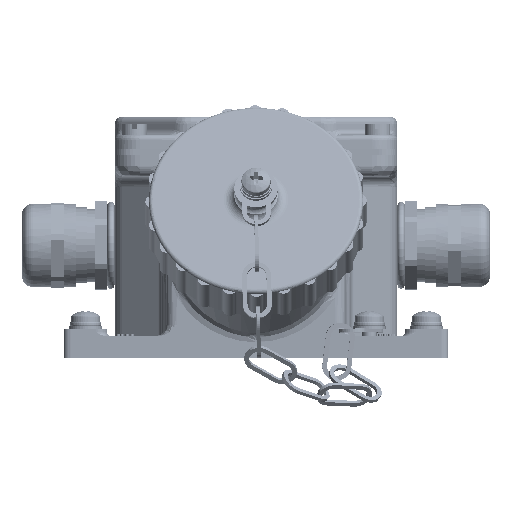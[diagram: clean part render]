
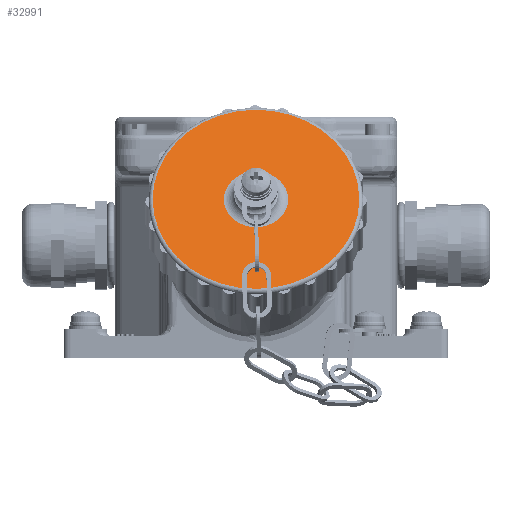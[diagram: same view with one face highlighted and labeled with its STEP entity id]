
A CAD part, front view. The second image highlights one B-rep face of the part: STEP entity #32991.
In plain terms, the highlighted face is planar.
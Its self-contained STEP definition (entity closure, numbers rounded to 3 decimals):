
#4494 = ORIENTED_EDGE ( 'NONE', *, *, #54636, .T. ) ;
#7231 = DIRECTION ( 'NONE',  ( 0., 0., 1. ) ) ;
#7336 = EDGE_CURVE ( 'NONE', #103709, #45167, #19048, .T. ) ;
#18157 = DIRECTION ( 'NONE',  ( -1., 0., 0. ) ) ;
#18576 = AXIS2_PLACEMENT_3D ( 'NONE', #44558, #116090, #54847 ) ;
#19048 = CIRCLE ( 'NONE', #18576, 8.857 ) ;
#28531 = DIRECTION ( 'NONE',  ( 1., 0., 0. ) ) ;
#32991 = ADVANCED_FACE ( 'NONE', ( #85855, #34677 ), #79378, .F. ) ;
#33763 = AXIS2_PLACEMENT_3D ( 'NONE', #98309, #37048, #108520 ) ;
#34677 = FACE_OUTER_BOUND ( 'NONE', #117275, .T. ) ;
#37048 = DIRECTION ( 'NONE',  ( -1., 0., 0. ) ) ;
#38360 = CIRCLE ( 'NONE', #117361, 28.5 ) ;
#41732 = CARTESIAN_POINT ( 'NONE',  ( 13., 0., -8.857 ) ) ;
#44558 = CARTESIAN_POINT ( 'NONE',  ( 13., 0., 0. ) ) ;
#45167 = VERTEX_POINT ( 'NONE', #41732 ) ;
#54636 = EDGE_CURVE ( 'NONE', #110973, #65845, #96006, .T. ) ;
#54847 = DIRECTION ( 'NONE',  ( 0., 0., 1. ) ) ;
#55676 = CARTESIAN_POINT ( 'NONE',  ( 13., 0., -28.5 ) ) ;
#65845 = VERTEX_POINT ( 'NONE', #132329 ) ;
#67806 = EDGE_CURVE ( 'NONE', #45167, #103709, #131743, .T. ) ;
#68438 = DIRECTION ( 'NONE',  ( 1., 0., 0. ) ) ;
#69126 = CARTESIAN_POINT ( 'NONE',  ( 13., 29.5, 0. ) ) ;
#71900 = ORIENTED_EDGE ( 'NONE', *, *, #67806, .T. ) ;
#79378 = PLANE ( 'NONE',  #101994 ) ;
#85855 = FACE_BOUND ( 'NONE', #100067, .T. ) ;
#89693 = DIRECTION ( 'NONE',  ( 0., 0., 1. ) ) ;
#89807 = CARTESIAN_POINT ( 'NONE',  ( 13., 0., 0. ) ) ;
#96006 = CIRCLE ( 'NONE', #127389, 28.5 ) ;
#98309 = CARTESIAN_POINT ( 'NONE',  ( 13., 0., 0. ) ) ;
#99253 = ORIENTED_EDGE ( 'NONE', *, *, #128947, .T. ) ;
#100067 = EDGE_LOOP ( 'NONE', ( #128680, #71900 ) ) ;
#100104 = DIRECTION ( 'NONE',  ( 0., 0., 1. ) ) ;
#101994 = AXIS2_PLACEMENT_3D ( 'NONE', #69126, #18157, #89693 ) ;
#103709 = VERTEX_POINT ( 'NONE', #122627 ) ;
#108520 = DIRECTION ( 'NONE',  ( 0., 0., 1. ) ) ;
#110973 = VERTEX_POINT ( 'NONE', #55676 ) ;
#116090 = DIRECTION ( 'NONE',  ( -1., 0., 0. ) ) ;
#117275 = EDGE_LOOP ( 'NONE', ( #99253, #4494 ) ) ;
#117361 = AXIS2_PLACEMENT_3D ( 'NONE', #129680, #68438, #7231 ) ;
#122627 = CARTESIAN_POINT ( 'NONE',  ( 13., 0., 8.857 ) ) ;
#127389 = AXIS2_PLACEMENT_3D ( 'NONE', #89807, #28531, #100104 ) ;
#128680 = ORIENTED_EDGE ( 'NONE', *, *, #7336, .T. ) ;
#128947 = EDGE_CURVE ( 'NONE', #65845, #110973, #38360, .T. ) ;
#129680 = CARTESIAN_POINT ( 'NONE',  ( 13., 0., 0. ) ) ;
#131743 = CIRCLE ( 'NONE', #33763, 8.857 ) ;
#132329 = CARTESIAN_POINT ( 'NONE',  ( 13., 0., 28.5 ) ) ;
